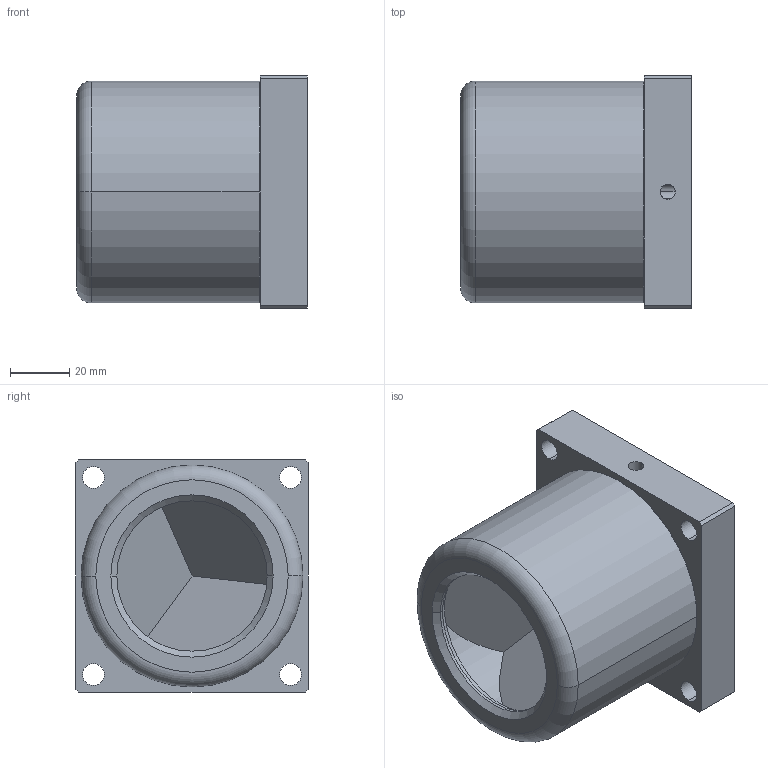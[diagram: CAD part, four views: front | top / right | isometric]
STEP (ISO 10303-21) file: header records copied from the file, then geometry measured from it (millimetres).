
FILE_DESCRIPTION (( 'STEP AP214' ), '1' );
FILE_NAME ('374530.STEP', '2020-05-12T03:35:31', ( 'user' ), ( '微软中国' ), 'SwSTEP 2.0', 'SolidWorks 2016', '' );
FILE_SCHEMA (( 'AUTOMOTIVE_DESIGN' ));
Length unit declared in the file: millimetre
Products named in the file (1): 374530
Bounding box: 78 x 78.7 x 78.7 mm (x, y, z)
Volume: 252194.6 mm3; surface area: 66504.2 mm2
Topology: 8 solids, 8 shells, 251 faces, 584 edges, 341 vertices
Faces by surface type: plane 91, cylinder 86, cone 64, torus 10
Entity records: 9840 total; most frequent: DIRECTION 1286, CARTESIAN_POINT 1249, ORIENTED_EDGE 1100, EDGE_CURVE 550, AXIS2_PLACEMENT_3D 502, VERTEX_POINT 341, EDGE_LOOP 301, LINE 282
